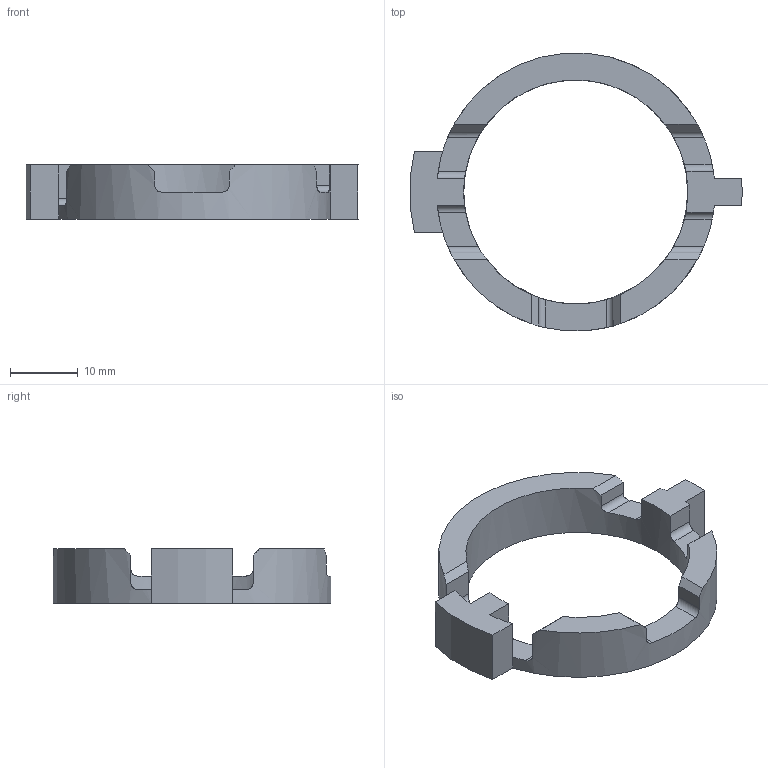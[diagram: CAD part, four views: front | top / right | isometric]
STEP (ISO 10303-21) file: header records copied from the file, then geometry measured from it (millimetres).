
FILE_DESCRIPTION(/* description */ (''),/* implementation_level */ '2;1');
FILE_NAME(/* name */ '8bca0d91-5ddb-481a-a177-4759ec364317.stp',/* time_stamp */ '2025-10-02T21:31:04Z',/* author */ (''),/* organization */ (''),/* preprocessor_version */ 'ST-DEVELOPER v20.1',/* originating_system */ 'Autodesk Translation Framework v14.21.0.0',/* authorisation */ '');
FILE_SCHEMA (('AUTOMOTIVE_DESIGN { 1 0 10303 214 3 1 1 }'));
Length unit declared in the file: millimetre
Products named in the file (1): srs adapter
Bounding box: 48.91 x 40.89 x 8 mm (x, y, z)
Volume: 3494.2 mm3; surface area: 2946.4 mm2
Topology: 1 solids, 1 shells, 48 faces, 139 edges, 92 vertices
Faces by surface type: plane 31, cylinder 17
Full cylindrical faces by diameter (mm): 33 x1
Entity records: 1768 total; most frequent: CARTESIAN_POINT 460, ORIENTED_EDGE 278, DIRECTION 261, EDGE_CURVE 139, AXIS2_PLACEMENT_3D 93, VERTEX_POINT 92, LINE 75, VECTOR 75
